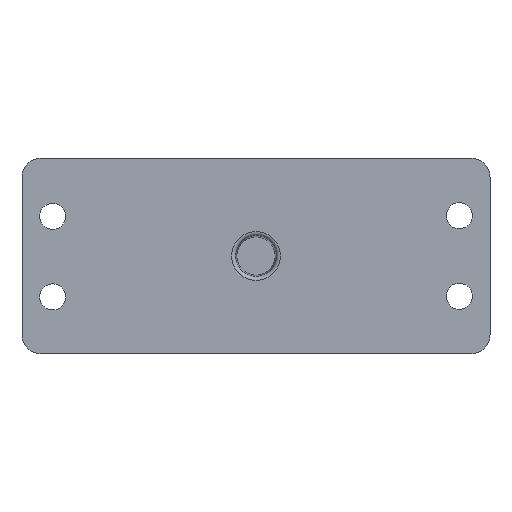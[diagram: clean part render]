
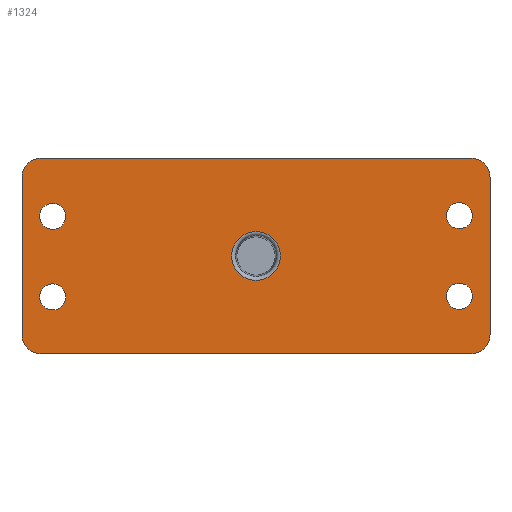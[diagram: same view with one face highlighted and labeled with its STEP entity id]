
A CAD part, front view. The second image highlights one B-rep face of the part: STEP entity #1324.
In plain terms, the highlighted planar face has unit normal (0, -1, 0).
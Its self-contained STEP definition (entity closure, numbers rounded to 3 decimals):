
#51=FACE_BOUND('',#393,.T.);
#52=FACE_BOUND('',#394,.T.);
#53=FACE_BOUND('',#395,.T.);
#54=FACE_BOUND('',#396,.T.);
#55=FACE_BOUND('',#397,.T.);
#71=PLANE('',#1421);
#108=LINE('',#2042,#212);
#109=LINE('',#2046,#213);
#110=LINE('',#2050,#214);
#111=LINE('',#2053,#215);
#212=VECTOR('',#1614,10.);
#213=VECTOR('',#1617,10.);
#214=VECTOR('',#1620,10.);
#215=VECTOR('',#1623,10.);
#321=FACE_OUTER_BOUND('',#392,.T.);
#392=EDGE_LOOP('',(#937,#938,#939,#940,#941,#942,#943,#944));
#393=EDGE_LOOP('',(#945));
#394=EDGE_LOOP('',(#946));
#395=EDGE_LOOP('',(#947));
#396=EDGE_LOOP('',(#948));
#397=EDGE_LOOP('',(#949,#950));
#482=CIRCLE('',#1414,3.174);
#486=CIRCLE('',#1418,3.174);
#488=CIRCLE('',#1422,2.5);
#489=CIRCLE('',#1423,2.5);
#490=CIRCLE('',#1424,2.5);
#491=CIRCLE('',#1425,2.5);
#492=CIRCLE('',#1426,1.7);
#493=CIRCLE('',#1427,1.7);
#494=CIRCLE('',#1428,1.7);
#495=CIRCLE('',#1429,1.7);
#578=VERTEX_POINT('',#2024);
#579=VERTEX_POINT('',#2025);
#583=VERTEX_POINT('',#2038);
#584=VERTEX_POINT('',#2039);
#585=VERTEX_POINT('',#2041);
#586=VERTEX_POINT('',#2043);
#587=VERTEX_POINT('',#2045);
#588=VERTEX_POINT('',#2047);
#589=VERTEX_POINT('',#2049);
#590=VERTEX_POINT('',#2051);
#591=VERTEX_POINT('',#2054);
#592=VERTEX_POINT('',#2056);
#593=VERTEX_POINT('',#2058);
#594=VERTEX_POINT('',#2060);
#718=EDGE_CURVE('',#578,#579,#482,.T.);
#722=EDGE_CURVE('',#579,#578,#486,.T.);
#725=EDGE_CURVE('',#583,#584,#488,.T.);
#726=EDGE_CURVE('',#585,#583,#108,.T.);
#727=EDGE_CURVE('',#586,#585,#489,.T.);
#728=EDGE_CURVE('',#587,#586,#109,.T.);
#729=EDGE_CURVE('',#588,#587,#490,.T.);
#730=EDGE_CURVE('',#589,#588,#110,.T.);
#731=EDGE_CURVE('',#590,#589,#491,.T.);
#732=EDGE_CURVE('',#584,#590,#111,.T.);
#733=EDGE_CURVE('',#591,#591,#492,.T.);
#734=EDGE_CURVE('',#592,#592,#493,.T.);
#735=EDGE_CURVE('',#593,#593,#494,.T.);
#736=EDGE_CURVE('',#594,#594,#495,.T.);
#937=ORIENTED_EDGE('',*,*,#725,.F.);
#938=ORIENTED_EDGE('',*,*,#726,.F.);
#939=ORIENTED_EDGE('',*,*,#727,.F.);
#940=ORIENTED_EDGE('',*,*,#728,.F.);
#941=ORIENTED_EDGE('',*,*,#729,.F.);
#942=ORIENTED_EDGE('',*,*,#730,.F.);
#943=ORIENTED_EDGE('',*,*,#731,.F.);
#944=ORIENTED_EDGE('',*,*,#732,.F.);
#945=ORIENTED_EDGE('',*,*,#733,.T.);
#946=ORIENTED_EDGE('',*,*,#734,.T.);
#947=ORIENTED_EDGE('',*,*,#735,.T.);
#948=ORIENTED_EDGE('',*,*,#736,.T.);
#949=ORIENTED_EDGE('',*,*,#718,.F.);
#950=ORIENTED_EDGE('',*,*,#722,.F.);
#1324=ADVANCED_FACE('',(#321,#51,#52,#53,#54,#55),#71,.F.);
#1414=AXIS2_PLACEMENT_3D('',#2026,#1595,#1596);
#1418=AXIS2_PLACEMENT_3D('',#2032,#1603,#1604);
#1421=AXIS2_PLACEMENT_3D('',#2037,#1610,#1611);
#1422=AXIS2_PLACEMENT_3D('',#2040,#1612,#1613);
#1423=AXIS2_PLACEMENT_3D('',#2044,#1615,#1616);
#1424=AXIS2_PLACEMENT_3D('',#2048,#1618,#1619);
#1425=AXIS2_PLACEMENT_3D('',#2052,#1621,#1622);
#1426=AXIS2_PLACEMENT_3D('',#2055,#1624,#1625);
#1427=AXIS2_PLACEMENT_3D('',#2057,#1626,#1627);
#1428=AXIS2_PLACEMENT_3D('',#2059,#1628,#1629);
#1429=AXIS2_PLACEMENT_3D('',#2061,#1630,#1631);
#1595=DIRECTION('center_axis',(0.,-1.,0.));
#1596=DIRECTION('ref_axis',(1.,0.,0.));
#1603=DIRECTION('center_axis',(0.,-1.,0.));
#1604=DIRECTION('ref_axis',(1.,0.,0.));
#1610=DIRECTION('center_axis',(0.,1.,0.));
#1611=DIRECTION('ref_axis',(1.,0.,0.));
#1612=DIRECTION('center_axis',(0.,1.,0.));
#1613=DIRECTION('ref_axis',(-0.707,0.,-0.707));
#1614=DIRECTION('',(-1.,0.,0.));
#1615=DIRECTION('center_axis',(0.,1.,0.));
#1616=DIRECTION('ref_axis',(0.707,0.,-0.707));
#1617=DIRECTION('',(0.,0.,-1.));
#1618=DIRECTION('center_axis',(0.,1.,0.));
#1619=DIRECTION('ref_axis',(0.707,0.,0.707));
#1620=DIRECTION('',(1.,0.,0.));
#1621=DIRECTION('center_axis',(0.,1.,0.));
#1622=DIRECTION('ref_axis',(-0.707,0.,0.707));
#1623=DIRECTION('',(0.,0.,1.));
#1624=DIRECTION('center_axis',(0.,1.,0.));
#1625=DIRECTION('ref_axis',(0.,0.,1.));
#1626=DIRECTION('center_axis',(0.,1.,0.));
#1627=DIRECTION('ref_axis',(0.,0.,1.));
#1628=DIRECTION('center_axis',(0.,1.,0.));
#1629=DIRECTION('ref_axis',(0.,0.,1.));
#1630=DIRECTION('center_axis',(0.,1.,0.));
#1631=DIRECTION('ref_axis',(0.,0.,1.));
#2024=CARTESIAN_POINT('',(-33.961,0.,34.158));
#2025=CARTESIAN_POINT('',(-30.787,0.,30.983));
#2026=CARTESIAN_POINT('Origin',(-30.787,0.,34.158));
#2032=CARTESIAN_POINT('Origin',(-30.787,0.,34.158));
#2037=CARTESIAN_POINT('Origin',(-30.787,0.,34.158));
#2038=CARTESIAN_POINT('',(-58.787,0.,21.408));
#2039=CARTESIAN_POINT('',(-61.287,0.,23.908));
#2040=CARTESIAN_POINT('Origin',(-58.787,0.,23.908));
#2041=CARTESIAN_POINT('',(-2.787,0.,21.408));
#2042=CARTESIAN_POINT('',(-0.287,0.,21.408));
#2043=CARTESIAN_POINT('',(-0.287,0.,23.908));
#2044=CARTESIAN_POINT('Origin',(-2.787,0.,23.908));
#2045=CARTESIAN_POINT('',(-0.287,0.,44.408));
#2046=CARTESIAN_POINT('',(-0.287,0.,46.908));
#2047=CARTESIAN_POINT('',(-2.787,0.,46.908));
#2048=CARTESIAN_POINT('Origin',(-2.787,0.,44.408));
#2049=CARTESIAN_POINT('',(-58.787,0.,46.908));
#2050=CARTESIAN_POINT('',(-61.287,0.,46.908));
#2051=CARTESIAN_POINT('',(-61.287,0.,44.408));
#2052=CARTESIAN_POINT('Origin',(-58.787,0.,44.408));
#2053=CARTESIAN_POINT('',(-61.287,0.,21.408));
#2054=CARTESIAN_POINT('',(-57.289,0.,27.124));
#2055=CARTESIAN_POINT('Origin',(-57.289,0.,28.824));
#2056=CARTESIAN_POINT('',(-4.287,0.,27.208));
#2057=CARTESIAN_POINT('Origin',(-4.287,0.,28.908));
#2058=CARTESIAN_POINT('',(-4.287,0.,37.708));
#2059=CARTESIAN_POINT('Origin',(-4.287,0.,39.408));
#2060=CARTESIAN_POINT('',(-57.289,0.,37.63));
#2061=CARTESIAN_POINT('Origin',(-57.289,0.,39.33));
